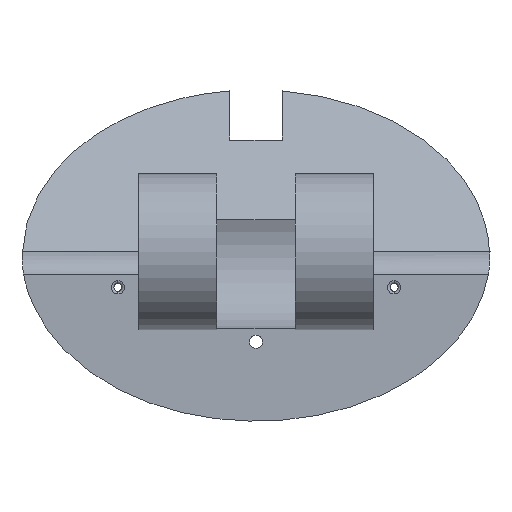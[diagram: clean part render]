
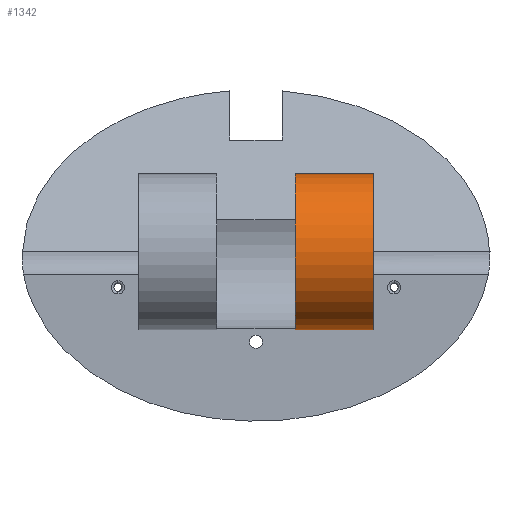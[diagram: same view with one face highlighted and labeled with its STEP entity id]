
A CAD part, front view. The second image highlights one B-rep face of the part: STEP entity #1342.
In plain terms, the highlighted cylindrical face has radius 3 mm (diameter 6 mm), a partial arc.
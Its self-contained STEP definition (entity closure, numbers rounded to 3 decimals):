
#91 = VERTEX_POINT ( 'NONE', #2312 ) ;
#117 = AXIS2_PLACEMENT_3D ( 'NONE', #228, #2448, #1618 ) ;
#169 = AXIS2_PLACEMENT_3D ( 'NONE', #2563, #512, #1973 ) ;
#228 = CARTESIAN_POINT ( 'NONE',  ( 4.5, -13.605, 0.537 ) ) ;
#314 = VERTEX_POINT ( 'NONE', #945 ) ;
#341 = LINE ( 'NONE', #2231, #1149 ) ;
#492 = VERTEX_POINT ( 'NONE', #1086 ) ;
#512 = DIRECTION ( 'NONE',  ( 1., 0., 0. ) ) ;
#586 = VECTOR ( 'NONE', #2328, 1000. ) ;
#832 = EDGE_CURVE ( 'NONE', #492, #91, #1844, .T. ) ;
#837 = CARTESIAN_POINT ( 'NONE',  ( 4.5, -13.605, 3.537 ) ) ;
#915 = EDGE_LOOP ( 'NONE', ( #1109, #2524, #2068, #2473 ) ) ;
#943 = DIRECTION ( 'NONE',  ( 1., 0., 0. ) ) ;
#945 = CARTESIAN_POINT ( 'NONE',  ( 4.5, -13.605, -2.463 ) ) ;
#1040 = CYLINDRICAL_SURFACE ( 'NONE', #117, 3. ) ;
#1086 = CARTESIAN_POINT ( 'NONE',  ( 1.5, -13.605, 3.537 ) ) ;
#1098 = EDGE_CURVE ( 'NONE', #314, #91, #1499, .T. ) ;
#1108 = AXIS2_PLACEMENT_3D ( 'NONE', #1786, #943, #2173 ) ;
#1109 = ORIENTED_EDGE ( 'NONE', *, *, #1098, .F. ) ;
#1149 = VECTOR ( 'NONE', #1817, 1000. ) ;
#1327 = VERTEX_POINT ( 'NONE', #837 ) ;
#1342 = ADVANCED_FACE ( 'NONE', ( #1454 ), #1040, .T. ) ;
#1454 = FACE_OUTER_BOUND ( 'NONE', #915, .T. ) ;
#1499 = LINE ( 'NONE', #2117, #586 ) ;
#1618 = DIRECTION ( 'NONE',  ( 0., 0., 1. ) ) ;
#1674 = EDGE_CURVE ( 'NONE', #1327, #492, #341, .T. ) ;
#1786 = CARTESIAN_POINT ( 'NONE',  ( 4.5, -13.605, 0.537 ) ) ;
#1817 = DIRECTION ( 'NONE',  ( -1., 0., 0. ) ) ;
#1844 = CIRCLE ( 'NONE', #169, 3. ) ;
#1973 = DIRECTION ( 'NONE',  ( 0., 0., -1. ) ) ;
#2046 = EDGE_CURVE ( 'NONE', #1327, #314, #2367, .T. ) ;
#2068 = ORIENTED_EDGE ( 'NONE', *, *, #1674, .T. ) ;
#2117 = CARTESIAN_POINT ( 'NONE',  ( 4.5, -13.605, -2.463 ) ) ;
#2173 = DIRECTION ( 'NONE',  ( 0., 0., -1. ) ) ;
#2231 = CARTESIAN_POINT ( 'NONE',  ( 4.5, -13.605, 3.537 ) ) ;
#2312 = CARTESIAN_POINT ( 'NONE',  ( 1.5, -13.605, -2.463 ) ) ;
#2328 = DIRECTION ( 'NONE',  ( -1., 0., 0. ) ) ;
#2367 = CIRCLE ( 'NONE', #1108, 3. ) ;
#2448 = DIRECTION ( 'NONE',  ( -1., 0., 0. ) ) ;
#2473 = ORIENTED_EDGE ( 'NONE', *, *, #832, .T. ) ;
#2524 = ORIENTED_EDGE ( 'NONE', *, *, #2046, .F. ) ;
#2563 = CARTESIAN_POINT ( 'NONE',  ( 1.5, -13.605, 0.537 ) ) ;
